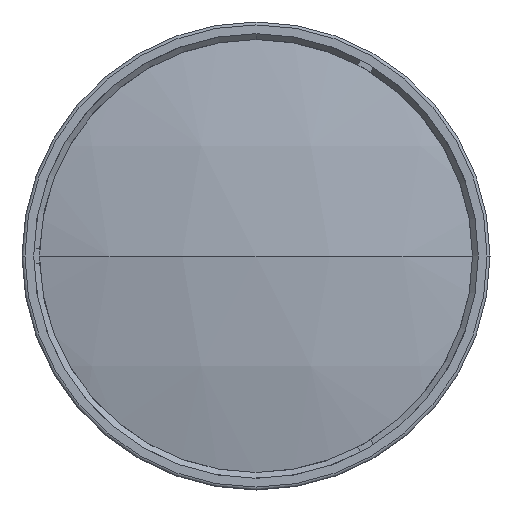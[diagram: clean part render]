
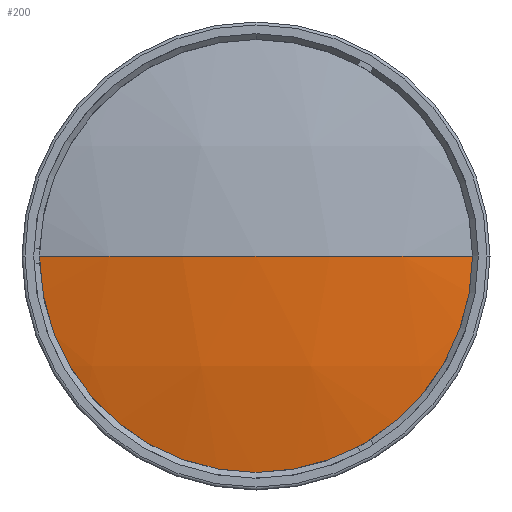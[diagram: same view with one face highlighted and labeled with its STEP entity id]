
A CAD part, left-side view. The second image highlights one B-rep face of the part: STEP entity #200.
In plain terms, the highlighted spherical face has radius 161 mm.
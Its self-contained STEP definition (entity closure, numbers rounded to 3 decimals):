
#31 = CIRCLE ( 'NONE', #973, 161. ) ;
#82 = FACE_OUTER_BOUND ( 'NONE', #3778, .T. ) ;
#129 = CIRCLE ( 'NONE', #3485, 161. ) ;
#133 = AXIS2_PLACEMENT_3D ( 'NONE', #530, #528, #289 ) ;
#170 = EDGE_CURVE ( 'NONE', #3988, #1581, #129, .T. ) ;
#188 = DIRECTION ( 'NONE',  ( 0., 0., -1. ) ) ;
#200 = ADVANCED_FACE ( 'NONE', ( #82 ), #4004, .T. ) ;
#289 = DIRECTION ( 'NONE',  ( 0., 0., 1. ) ) ;
#320 = VERTEX_POINT ( 'NONE', #4007 ) ;
#443 = CARTESIAN_POINT ( 'NONE',  ( -4.23, 0., 0. ) ) ;
#528 = DIRECTION ( 'NONE',  ( -1., 0., 0. ) ) ;
#530 = CARTESIAN_POINT ( 'NONE',  ( -160.802, 0., 0. ) ) ;
#943 = DIRECTION ( 'NONE',  ( 0., 0., 1. ) ) ;
#973 = AXIS2_PLACEMENT_3D ( 'NONE', #2092, #2017, #2084 ) ;
#1196 = EDGE_CURVE ( 'NONE', #320, #1581, #31, .T. ) ;
#1368 = EDGE_CURVE ( 'NONE', #3988, #320, #2121, .T. ) ;
#1581 = VERTEX_POINT ( 'NONE', #2424 ) ;
#2017 = DIRECTION ( 'NONE',  ( 0., 0., -1. ) ) ;
#2047 = ORIENTED_EDGE ( 'NONE', *, *, #170, .F. ) ;
#2084 = DIRECTION ( 'NONE',  ( 0., 1., 0. ) ) ;
#2092 = CARTESIAN_POINT ( 'NONE',  ( -4.23, 0., 0. ) ) ;
#2121 = CIRCLE ( 'NONE', #133, 37.5 ) ;
#2424 = CARTESIAN_POINT ( 'NONE',  ( -165.23, 0., 0. ) ) ;
#2489 = ORIENTED_EDGE ( 'NONE', *, *, #1196, .T. ) ;
#2631 = CARTESIAN_POINT ( 'NONE',  ( -160.802, 37.5, 0. ) ) ;
#2636 = DIRECTION ( 'NONE',  ( 0., 1., 0. ) ) ;
#3144 = CARTESIAN_POINT ( 'NONE',  ( -4.23, 0., 0. ) ) ;
#3195 = AXIS2_PLACEMENT_3D ( 'NONE', #443, #188, #2636 ) ;
#3485 = AXIS2_PLACEMENT_3D ( 'NONE', #3144, #943, #3801 ) ;
#3778 = EDGE_LOOP ( 'NONE', ( #3854, #2489, #2047 ) ) ;
#3801 = DIRECTION ( 'NONE',  ( 0., -1., 0. ) ) ;
#3854 = ORIENTED_EDGE ( 'NONE', *, *, #1368, .T. ) ;
#3988 = VERTEX_POINT ( 'NONE', #2631 ) ;
#4004 = SPHERICAL_SURFACE ( 'NONE', #3195, 161. ) ;
#4007 = CARTESIAN_POINT ( 'NONE',  ( -160.802, -37.5, 0. ) ) ;
